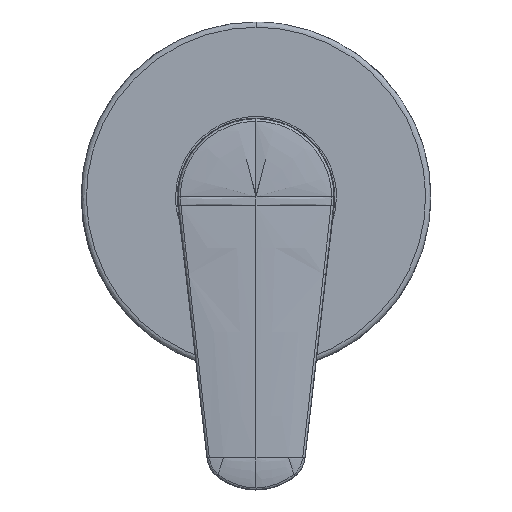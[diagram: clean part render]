
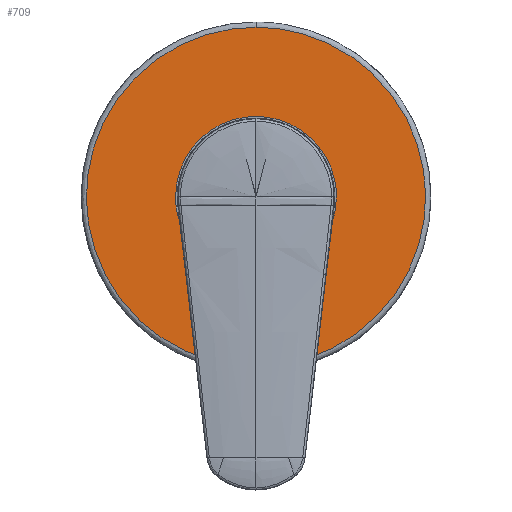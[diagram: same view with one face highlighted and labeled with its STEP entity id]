
A CAD part, front view. The second image highlights one B-rep face of the part: STEP entity #709.
In plain terms, the highlighted face is planar.
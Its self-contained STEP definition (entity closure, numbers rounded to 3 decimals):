
#709=ADVANCED_FACE('',(#2266,#2175),#22401,.T.);
#2175=FACE_BOUND('',#3747,.T.);
#2266=FACE_OUTER_BOUND('',#3746,.T.);
#3746=EDGE_LOOP('',(#5348,#5349));
#3747=EDGE_LOOP('',(#5350,#5351));
#5348=ORIENTED_EDGE('',*,*,#12602,.T.);
#5349=ORIENTED_EDGE('',*,*,#12606,.T.);
#5350=ORIENTED_EDGE('',*,*,#12612,.T.);
#5351=ORIENTED_EDGE('',*,*,#12598,.T.);
#12598=EDGE_CURVE('',#19876,#19877,#18748,.T.);
#12602=EDGE_CURVE('',#19878,#19879,#18750,.T.);
#12606=EDGE_CURVE('',#19879,#19878,#18754,.T.);
#12612=EDGE_CURVE('',#19877,#19876,#18758,.T.);
#18748=(
BOUNDED_CURVE()
B_SPLINE_CURVE(2,(#25743,#25744,#25745,#25746,#25747),.UNSPECIFIED.,.F.,
 .F.)
B_SPLINE_CURVE_WITH_KNOTS((3,2,3),(0.,36.128,72.257),
 .UNSPECIFIED.)
CURVE()
GEOMETRIC_REPRESENTATION_ITEM()
RATIONAL_B_SPLINE_CURVE((1.,0.707,1.,0.707,1.))
REPRESENTATION_ITEM('')
);
#18750=(
BOUNDED_CURVE()
B_SPLINE_CURVE(2,(#25757,#25758,#25759,#25760,#25761),.UNSPECIFIED.,.F.,
 .F.)
B_SPLINE_CURVE_WITH_KNOTS((3,2,3),(0.,76.184,152.367),
 .UNSPECIFIED.)
CURVE()
GEOMETRIC_REPRESENTATION_ITEM()
RATIONAL_B_SPLINE_CURVE((1.,0.707,1.,0.707,1.))
REPRESENTATION_ITEM('')
);
#18754=(
BOUNDED_CURVE()
B_SPLINE_CURVE(2,(#25773,#25774,#25775,#25776,#25777),.UNSPECIFIED.,.F.,
 .F.)
B_SPLINE_CURVE_WITH_KNOTS((3,2,3),(0.,76.184,152.367),
 .UNSPECIFIED.)
CURVE()
GEOMETRIC_REPRESENTATION_ITEM()
RATIONAL_B_SPLINE_CURVE((1.,0.707,1.,0.707,1.))
REPRESENTATION_ITEM('')
);
#18758=(
BOUNDED_CURVE()
B_SPLINE_CURVE(2,(#25797,#25798,#25799,#25800,#25801),.UNSPECIFIED.,.F.,
 .F.)
B_SPLINE_CURVE_WITH_KNOTS((3,2,3),(0.,36.128,72.257),
 .UNSPECIFIED.)
CURVE()
GEOMETRIC_REPRESENTATION_ITEM()
RATIONAL_B_SPLINE_CURVE((1.,0.707,1.,0.707,1.))
REPRESENTATION_ITEM('')
);
#19876=VERTEX_POINT('',#25657);
#19877=VERTEX_POINT('',#25658);
#19878=VERTEX_POINT('',#25659);
#19879=VERTEX_POINT('',#25660);
#22401=PLANE('',#23320);
#23320=AXIS2_PLACEMENT_3D('',#25477,#24275,$);
#24275=DIRECTION('',(0.,1.,0.));
#25477=CARTESIAN_POINT('',(58.37,3.5,58.37));
#25657=CARTESIAN_POINT('',(23.,3.5,0.));
#25658=CARTESIAN_POINT('',(-23.,3.5,0.));
#25659=CARTESIAN_POINT('',(0.,3.5,48.5));
#25660=CARTESIAN_POINT('',(0.,3.5,-48.5));
#25743=CARTESIAN_POINT('',(23.,3.5,0.));
#25744=CARTESIAN_POINT('',(23.,3.5,23.));
#25745=CARTESIAN_POINT('',(0.,3.5,23.));
#25746=CARTESIAN_POINT('',(-23.,3.5,23.));
#25747=CARTESIAN_POINT('',(-23.,3.5,0.));
#25757=CARTESIAN_POINT('',(0.,3.5,48.5));
#25758=CARTESIAN_POINT('',(48.5,3.5,48.5));
#25759=CARTESIAN_POINT('',(48.5,3.5,0.));
#25760=CARTESIAN_POINT('',(48.5,3.5,-48.5));
#25761=CARTESIAN_POINT('',(0.,3.5,-48.5));
#25773=CARTESIAN_POINT('',(0.,3.5,-48.5));
#25774=CARTESIAN_POINT('',(-48.5,3.5,-48.5));
#25775=CARTESIAN_POINT('',(-48.5,3.5,0.));
#25776=CARTESIAN_POINT('',(-48.5,3.5,48.5));
#25777=CARTESIAN_POINT('',(0.,3.5,48.5));
#25797=CARTESIAN_POINT('',(-23.,3.5,0.));
#25798=CARTESIAN_POINT('',(-23.,3.5,-23.));
#25799=CARTESIAN_POINT('',(0.,3.5,-23.));
#25800=CARTESIAN_POINT('',(23.,3.5,-23.));
#25801=CARTESIAN_POINT('',(23.,3.5,0.));
